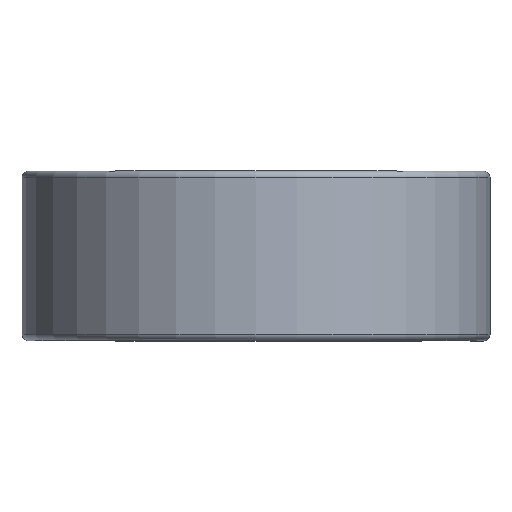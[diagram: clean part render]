
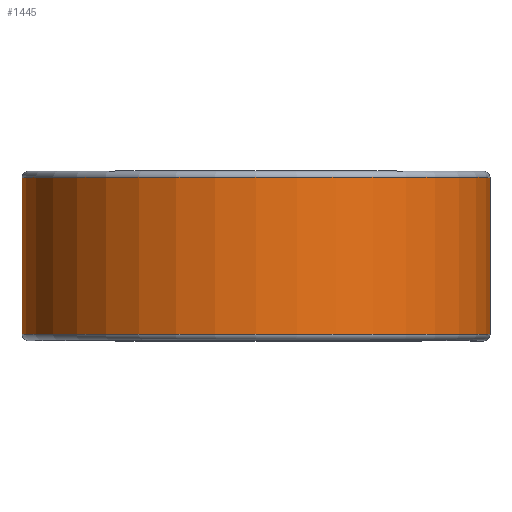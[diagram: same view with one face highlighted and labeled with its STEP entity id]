
A CAD part, top view. The second image highlights one B-rep face of the part: STEP entity #1445.
In plain terms, the highlighted cylindrical face has radius 28.512 mm (diameter 57.023 mm), a partial arc.
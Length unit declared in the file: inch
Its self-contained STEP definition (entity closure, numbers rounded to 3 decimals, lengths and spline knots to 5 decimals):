
#50 = DIRECTION ( 'NONE',  ( 0., 0., -1. ) ) ;
#138 = CARTESIAN_POINT ( 'NONE',  ( 1.1225, 0.37625, 0. ) ) ;
#179 = CARTESIAN_POINT ( 'NONE',  ( 0., -0.37625, -1.1225 ) ) ;
#182 = ORIENTED_EDGE ( 'NONE', *, *, #1648, .F. ) ;
#206 = ORIENTED_EDGE ( 'NONE', *, *, #533, .T. ) ;
#226 = CIRCLE ( 'NONE', #831, 1.1225 ) ;
#308 = VECTOR ( 'NONE', #1398, 39.37008 ) ;
#335 = CARTESIAN_POINT ( 'NONE',  ( 1.1225, -0.37625, 0. ) ) ;
#347 = LINE ( 'NONE', #470, #308 ) ;
#380 = AXIS2_PLACEMENT_3D ( 'NONE', #1664, #1436, #1656 ) ;
#470 = CARTESIAN_POINT ( 'NONE',  ( 0., 0.37625, -1.1225 ) ) ;
#526 = CARTESIAN_POINT ( 'NONE',  ( 0., 0.375, 0. ) ) ;
#533 = EDGE_CURVE ( 'NONE', #2286, #1151, #2366, .T. ) ;
#641 = CARTESIAN_POINT ( 'NONE',  ( 1.1225, 0.37625, 0. ) ) ;
#704 = DIRECTION ( 'NONE',  ( 0., -1., 0. ) ) ;
#831 = AXIS2_PLACEMENT_3D ( 'NONE', #2225, #1188, #50 ) ;
#1079 = CARTESIAN_POINT ( 'NONE',  ( 0., 0.37625, -1.1225 ) ) ;
#1114 = ORIENTED_EDGE ( 'NONE', *, *, #1826, .T. ) ;
#1151 = VERTEX_POINT ( 'NONE', #1079 ) ;
#1164 = ORIENTED_EDGE ( 'NONE', *, *, #1680, .F. ) ;
#1188 = DIRECTION ( 'NONE',  ( 0., -1., 0. ) ) ;
#1346 = EDGE_LOOP ( 'NONE', ( #1114, #206, #1164, #182 ) ) ;
#1398 = DIRECTION ( 'NONE',  ( 0., 1., 0. ) ) ;
#1436 = DIRECTION ( 'NONE',  ( 0., -1., 0. ) ) ;
#1445 = ADVANCED_FACE ( 'NONE', ( #1671 ), #1904, .T. ) ;
#1486 = DIRECTION ( 'NONE',  ( 0., 0., -1. ) ) ;
#1584 = VERTEX_POINT ( 'NONE', #179 ) ;
#1598 = VECTOR ( 'NONE', #2292, 39.37008 ) ;
#1648 = EDGE_CURVE ( 'NONE', #2084, #1584, #226, .T. ) ;
#1656 = DIRECTION ( 'NONE',  ( 0., 0., -1. ) ) ;
#1662 = LINE ( 'NONE', #138, #1598 ) ;
#1664 = CARTESIAN_POINT ( 'NONE',  ( 0., 0.37625, 0. ) ) ;
#1666 = AXIS2_PLACEMENT_3D ( 'NONE', #526, #704, #1486 ) ;
#1671 = FACE_OUTER_BOUND ( 'NONE', #1346, .T. ) ;
#1680 = EDGE_CURVE ( 'NONE', #1584, #1151, #347, .T. ) ;
#1826 = EDGE_CURVE ( 'NONE', #2084, #2286, #1662, .T. ) ;
#1904 = CYLINDRICAL_SURFACE ( 'NONE', #1666, 1.1225 ) ;
#2084 = VERTEX_POINT ( 'NONE', #335 ) ;
#2225 = CARTESIAN_POINT ( 'NONE',  ( 0., -0.37625, 0. ) ) ;
#2286 = VERTEX_POINT ( 'NONE', #641 ) ;
#2292 = DIRECTION ( 'NONE',  ( 0., 1., 0. ) ) ;
#2366 = CIRCLE ( 'NONE', #380, 1.1225 ) ;
